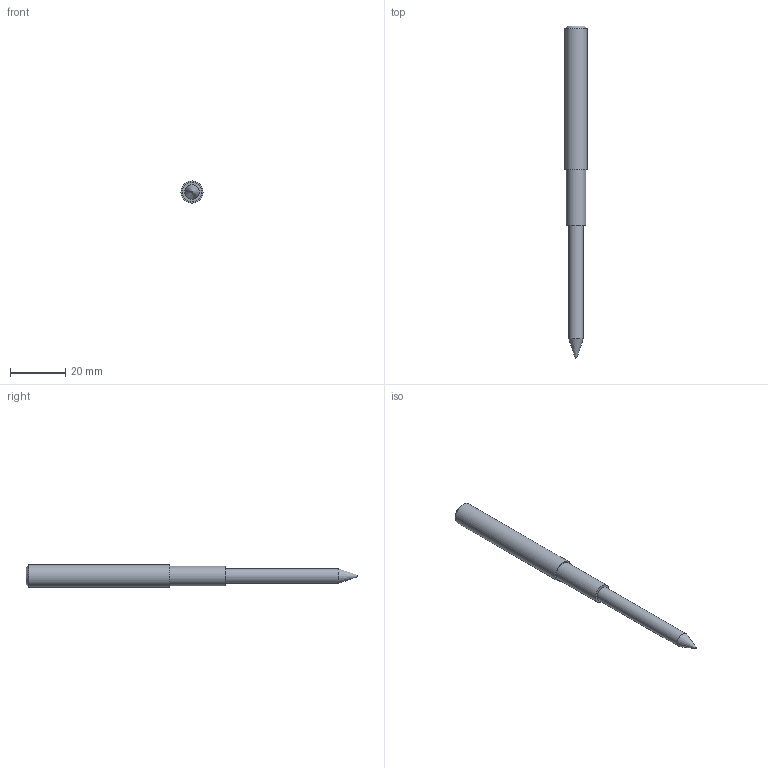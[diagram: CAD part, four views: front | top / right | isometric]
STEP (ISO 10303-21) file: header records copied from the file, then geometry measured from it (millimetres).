
FILE_DESCRIPTION (( 'STEP AP203' ), '1' );
FILE_NAME ('58341-240-120.step', '2020-01-27T13:56:49', ( '' ), ( '' ), 'SwSTEP 2.0', 'SolidWorks 2015', '' );
FILE_SCHEMA (( 'CONFIG_CONTROL_DESIGN' ));
Length unit declared in the file: millimetre
Products named in the file (2): 58341-240-120
Bounding box: 8 x 120 x 8 mm (x, y, z)
Volume: 4333.3 mm3; surface area: 2561.5 mm2
Topology: 1 solids, 1 shells, 265 faces, 699 edges, 467 vertices
Faces by surface type: plane 132, bspline 128, cylinder 3, cone 2
Full cylindrical faces by diameter (mm): 5.3 x1, 7 x1, 8 x1
Entity records: 15134 total; most frequent: CARTESIAN_POINT 9315, ORIENTED_EDGE 1384, DIRECTION 722, EDGE_CURVE 692, VERTEX_POINT 464, VECTOR 428, LINE 428, EDGE_LOOP 300
